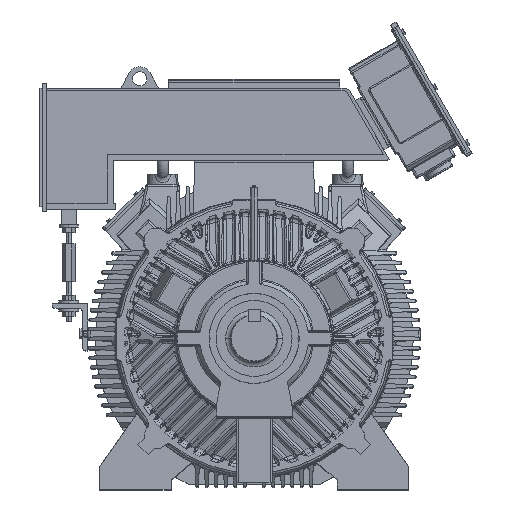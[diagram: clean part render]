
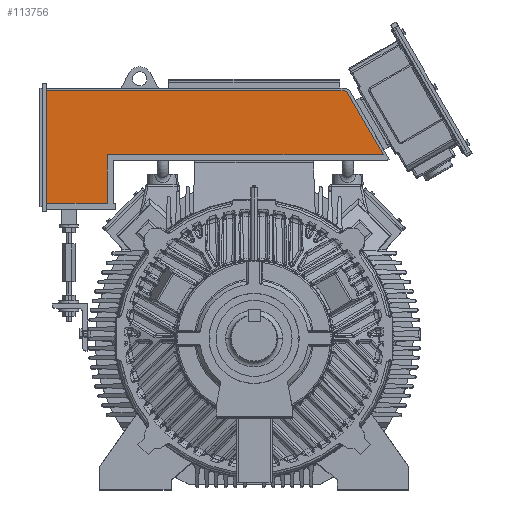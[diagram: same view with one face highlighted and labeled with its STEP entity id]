
A CAD part, top view. The second image highlights one B-rep face of the part: STEP entity #113756.
In plain terms, the highlighted planar face has unit normal (0, 0, 1).
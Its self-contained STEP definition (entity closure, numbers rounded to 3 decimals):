
#1838 = FACE_OUTER_BOUND ( 'NONE', #199202, .T. ) ;
#1936 = EDGE_CURVE ( 'NONE', #249956, #11072, #23762, .T. ) ;
#11072 = VERTEX_POINT ( 'NONE', #197960 ) ;
#11454 = EDGE_CURVE ( 'NONE', #29122, #172152, #249821, .T. ) ;
#13832 = CARTESIAN_POINT ( 'NONE',  ( 634.134, -4.5, 150. ) ) ;
#19180 = AXIS2_PLACEMENT_3D ( 'NONE', #212079, #307191, #58529 ) ;
#20119 = LINE ( 'NONE', #155117, #310638 ) ;
#23762 = LINE ( 'NONE', #98895, #24499 ) ;
#24499 = VECTOR ( 'NONE', #224096, 1000. ) ;
#29122 = VERTEX_POINT ( 'NONE', #210946 ) ;
#29517 = CARTESIAN_POINT ( 'NONE',  ( 0., -237., 150. ) ) ;
#46350 = VECTOR ( 'NONE', #186153, 1000. ) ;
#54381 = ORIENTED_EDGE ( 'NONE', *, *, #286882, .T. ) ;
#57142 = CARTESIAN_POINT ( 'NONE',  ( 626.34, -9., 150. ) ) ;
#58529 = DIRECTION ( 'NONE',  ( 1., 0., 0. ) ) ;
#77284 = DIRECTION ( 'NONE',  ( 1., 0., 0. ) ) ;
#83403 = ORIENTED_EDGE ( 'NONE', *, *, #1936, .T. ) ;
#90305 = EDGE_CURVE ( 'NONE', #11072, #130619, #20119, .T. ) ;
#90373 = VECTOR ( 'NONE', #298584, 1000. ) ;
#90984 = CARTESIAN_POINT ( 'NONE',  ( 0., 0., 150. ) ) ;
#98895 = CARTESIAN_POINT ( 'NONE',  ( 128., -134.5, 150. ) ) ;
#103697 = PLANE ( 'NONE',  #19180 ) ;
#105920 = AXIS2_PLACEMENT_3D ( 'NONE', #57142, #210687, #77284 ) ;
#113756 = ADVANCED_FACE ( 'NONE', ( #1838 ), #103697, .T. ) ;
#116002 = LINE ( 'NONE', #90984, #46350 ) ;
#119762 = CARTESIAN_POINT ( 'NONE',  ( 0., -237., 150. ) ) ;
#130619 = VERTEX_POINT ( 'NONE', #329037 ) ;
#144805 = LINE ( 'NONE', #119762, #269051 ) ;
#150107 = VERTEX_POINT ( 'NONE', #179092 ) ;
#153799 = CARTESIAN_POINT ( 'NONE',  ( 128., -237., 150. ) ) ;
#155117 = CARTESIAN_POINT ( 'NONE',  ( 128., -134.5, 150. ) ) ;
#156207 = DIRECTION ( 'NONE',  ( 0., -1., 0. ) ) ;
#168526 = CARTESIAN_POINT ( 'NONE',  ( 128., -237., 150. ) ) ;
#172152 = VERTEX_POINT ( 'NONE', #264666 ) ;
#176494 = ORIENTED_EDGE ( 'NONE', *, *, #11454, .T. ) ;
#179092 = CARTESIAN_POINT ( 'NONE',  ( 0., 0., 150. ) ) ;
#186153 = DIRECTION ( 'NONE',  ( -1., 0., 0. ) ) ;
#197960 = CARTESIAN_POINT ( 'NONE',  ( 128., -134.5, 150. ) ) ;
#198198 = VERTEX_POINT ( 'NONE', #29517 ) ;
#199202 = EDGE_LOOP ( 'NONE', ( #232378, #83403, #254096, #223380, #176494, #54381, #261330 ) ) ;
#205282 = EDGE_CURVE ( 'NONE', #150107, #198198, #144805, .T. ) ;
#210687 = DIRECTION ( 'NONE',  ( 0., 0., 1. ) ) ;
#210946 = CARTESIAN_POINT ( 'NONE',  ( 634.134, -4.5, 150. ) ) ;
#212079 = CARTESIAN_POINT ( 'NONE',  ( 626.34, -9., 150. ) ) ;
#217130 = EDGE_CURVE ( 'NONE', #198198, #249956, #273582, .T. ) ;
#219102 = DIRECTION ( 'NONE',  ( -0.5, 0.866, 0. ) ) ;
#223380 = ORIENTED_EDGE ( 'NONE', *, *, #312093, .T. ) ;
#224096 = DIRECTION ( 'NONE',  ( 0., 1., 0. ) ) ;
#232378 = ORIENTED_EDGE ( 'NONE', *, *, #217130, .T. ) ;
#249821 = CIRCLE ( 'NONE', #105920, 9. ) ;
#249956 = VERTEX_POINT ( 'NONE', #153799 ) ;
#254096 = ORIENTED_EDGE ( 'NONE', *, *, #90305, .T. ) ;
#261330 = ORIENTED_EDGE ( 'NONE', *, *, #205282, .T. ) ;
#264666 = CARTESIAN_POINT ( 'NONE',  ( 626.34, 0., 150. ) ) ;
#269051 = VECTOR ( 'NONE', #156207, 1000. ) ;
#273582 = LINE ( 'NONE', #168526, #90373 ) ;
#286882 = EDGE_CURVE ( 'NONE', #172152, #150107, #116002, .T. ) ;
#298584 = DIRECTION ( 'NONE',  ( 1., 0., 0. ) ) ;
#300966 = VECTOR ( 'NONE', #219102, 1000. ) ;
#307191 = DIRECTION ( 'NONE',  ( 0., 0., 1. ) ) ;
#308590 = DIRECTION ( 'NONE',  ( 1., 0., 0. ) ) ;
#310638 = VECTOR ( 'NONE', #308590, 1000. ) ;
#312093 = EDGE_CURVE ( 'NONE', #130619, #29122, #317549, .T. ) ;
#317549 = LINE ( 'NONE', #13832, #300966 ) ;
#329037 = CARTESIAN_POINT ( 'NONE',  ( 709.19, -134.5, 150. ) ) ;
